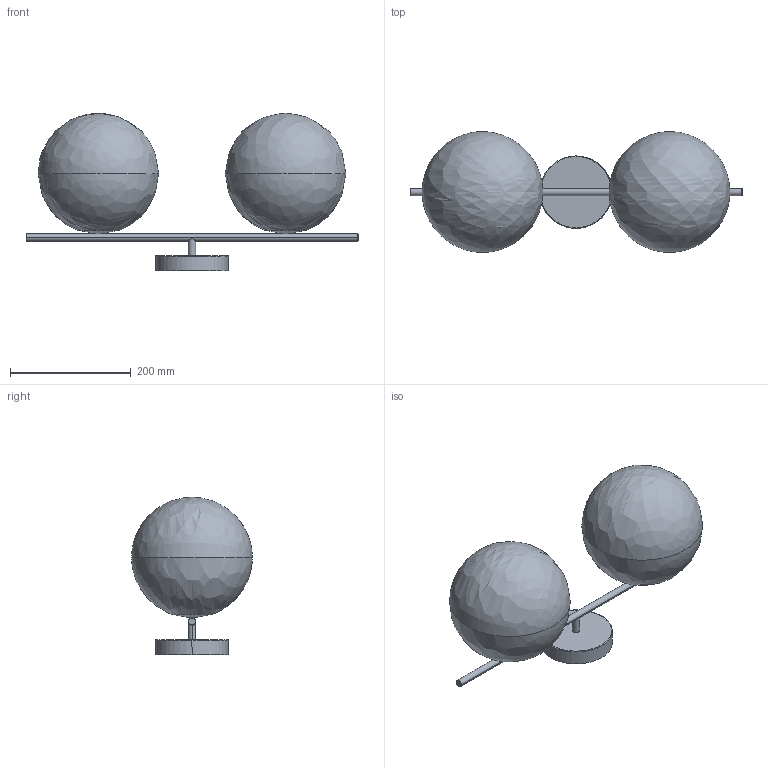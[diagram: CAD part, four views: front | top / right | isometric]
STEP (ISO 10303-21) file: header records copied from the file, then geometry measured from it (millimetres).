
FILE_DESCRIPTION(/* description */ (''),/* implementation_level */ '2;1');
FILE_NAME(/* name */ '1744.65_JUGEN',/* time_stamp */ '2023-01-16T18:40:54+01:00',/* author */ (''),/* organization */ (''),/* preprocessor_version */ 'ST-DEVELOPER v16.5',/* originating_system */ 'Rhino 7.15',/* authorisation */ '');
FILE_SCHEMA (('CONFIG_CONTROL_DESIGN'));
Length unit declared in the file: millimetre
Products named in the file (1): Document
Bounding box: 550 x 200 x 261 mm (x, y, z)
Volume: 344920.7 mm3; surface area: 305868.2 mm2
Topology: 2 solids, 7 shells, 23 faces, 53 edges, 36 vertices
Faces by surface type: bspline 12, cylinder 6, plane 5
Entity records: 1157 total; most frequent: CARTESIAN_POINT 785, ORIENTED_EDGE 72, EDGE_CURVE 40, VERTEX_POINT 28, EDGE_LOOP 25, ADVANCED_FACE 23, FACE_OUTER_BOUND 23, DIRECTION 19
